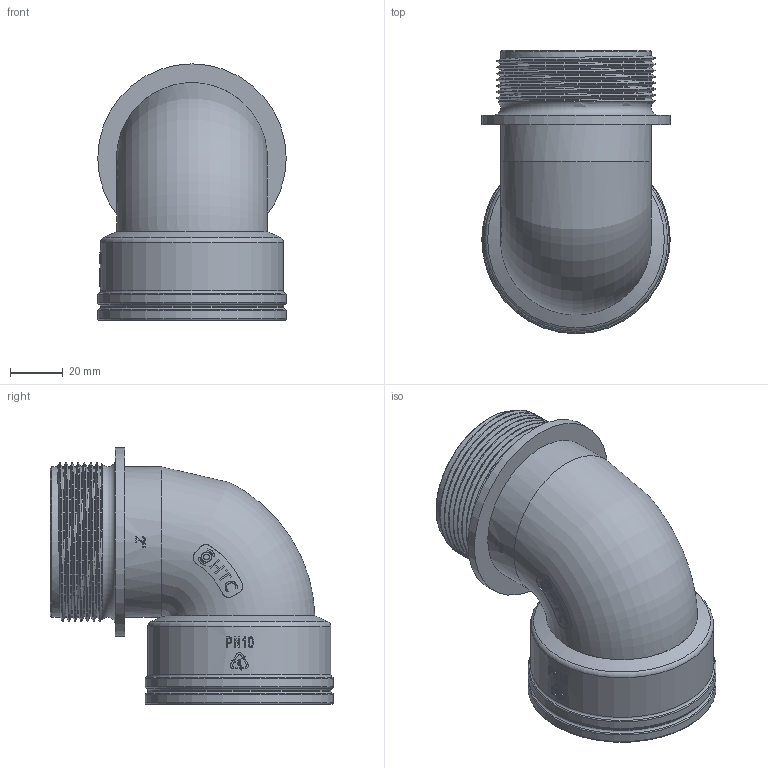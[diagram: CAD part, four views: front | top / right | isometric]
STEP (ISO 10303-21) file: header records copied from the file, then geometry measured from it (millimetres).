
FILE_DESCRIPTION(/* description */ (''),/* implementation_level */ '2;1');
FILE_NAME(/* name */ '2弯.stp',/* time_stamp */ '2025-03-22T17:23:19+08:00',/* author */ (''),/* organization */ (''),/* preprocessor_version */ 'ST-DEVELOPER v16.7',/* originating_system */ 'SIEMENS PLM Software NX 12.0',/* authorisation */ '');
FILE_SCHEMA (('AUTOMOTIVE_DESIGN { 1 0 10303 214 3 1 1 1 }'));
Length unit declared in the file: millimetre
Products named in the file (1): Admi832CE1CEimel
Bounding box: 71.2 x 107.01 x 96.86 mm (x, y, z)
Volume: 100479.8 mm3; surface area: 54397.3 mm2
Topology: 1 solids, 1 shells, 504 faces, 1437 edges, 968 vertices
Faces by surface type: plane 357, cylinder 76, extrusion 27, torus 19, cone 17, bspline 8
Full cylindrical faces by diameter (mm): 2.22 x1, 3.841 x1, 49.49 x2, 56.964 x8, 57.267 x10, 60.6 x1, 69.185 x2, 71.205 x3
Entity records: 20384 total; most frequent: CARTESIAN_POINT 7713, ORIENTED_EDGE 2726, DIRECTION 2665, EDGE_CURVE 1363, AXIS2_PLACEMENT_3D 1103, VERTEX_POINT 942, EDGE_LOOP 549, ELLIPSE 511
